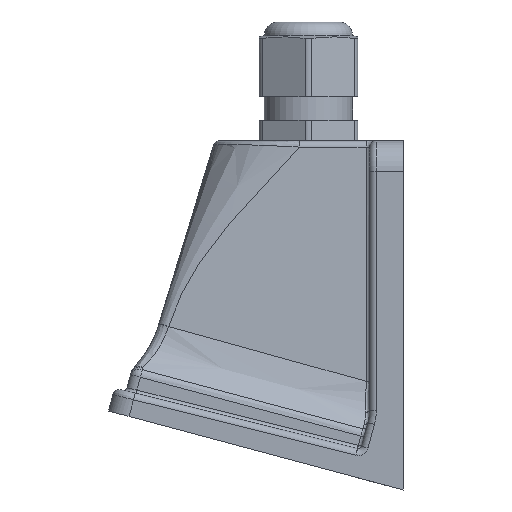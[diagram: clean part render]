
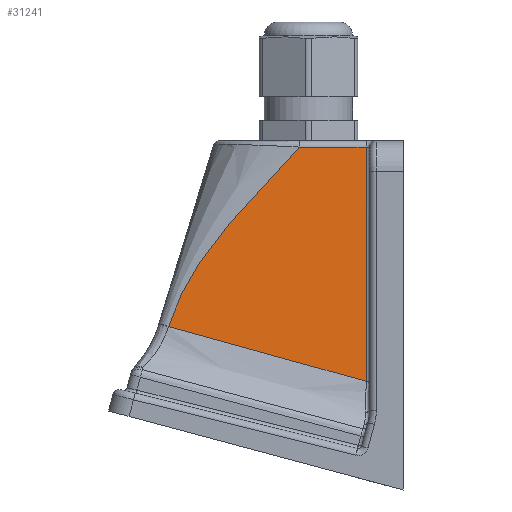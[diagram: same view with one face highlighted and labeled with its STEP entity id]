
A CAD part, left-side view. The second image highlights one B-rep face of the part: STEP entity #31241.
In plain terms, the highlighted planar face has unit normal (-0.998, 0.001, 0.056).
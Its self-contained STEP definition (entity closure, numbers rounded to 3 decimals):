
#22 = B_SPLINE_CURVE_WITH_KNOTS ( 'NONE', 3,
 ( #20770, #3207, #23694, #6144 ),
 .UNSPECIFIED., .F., .F.,
 ( 4, 4 ),
 ( 0.003, 0.063 ),
 .UNSPECIFIED. ) ;
#1361 = LINE ( 'NONE', #7500, #16025 ) ;
#1594 = CARTESIAN_POINT ( 'NONE',  ( -28.159, 69.226, 48.273 ) ) ;
#1690 = EDGE_LOOP ( 'NONE', ( #20189, #23612, #6270, #18016, #26142 ) ) ;
#2294 = CARTESIAN_POINT ( 'NONE',  ( -31.265, 10., -5.87 ) ) ;
#2719 = VECTOR ( 'NONE', #7954, 1000. ) ;
#3186 = CARTESIAN_POINT ( 'NONE',  ( -25.315, 32.114, 99.641 ) ) ;
#3207 = CARTESIAN_POINT ( 'NONE',  ( -28.486, 49.828, 42.828 ) ) ;
#4251 = CARTESIAN_POINT ( 'NONE',  ( -29.135, 10.999, 32.046 ) ) ;
#4268 = VERTEX_POINT ( 'NONE', #1594 ) ;
#5228 = DIRECTION ( 'NONE',  ( 0.056, 0., 0.998 ) ) ;
#6144 = CARTESIAN_POINT ( 'NONE',  ( -29.135, 10.999, 32.046 ) ) ;
#6270 = ORIENTED_EDGE ( 'NONE', *, *, #12491, .T. ) ;
#7208 =( BOUNDED_CURVE ( )  B_SPLINE_CURVE ( 3, ( #10404, #33694, #36639, #19233 ),
 .UNSPECIFIED., .F., .T. ) 
 B_SPLINE_CURVE_WITH_KNOTS ( ( 4, 4 ),
 ( 5.029, 5.031 ),
 .UNSPECIFIED. ) 
 CURVE ( )  GEOMETRIC_REPRESENTATION_ITEM ( )  RATIONAL_B_SPLINE_CURVE ( ( 1., 1., 1., 1. ) ) 
 REPRESENTATION_ITEM ( '' )  );
#7500 = CARTESIAN_POINT ( 'NONE',  ( -25.257, 9.993, 101.112 ) ) ;
#7954 = DIRECTION ( 'NONE',  ( 0.056, 0., 0.998 ) ) ;
#8672 = LINE ( 'NONE', #22569, #2719 ) ;
#9094 = CARTESIAN_POINT ( 'NONE',  ( -25.396, 33.507, 98.17 ) ) ;
#10362 = EDGE_CURVE ( 'NONE', #4268, #14400, #7208, .T. ) ;
#10404 = CARTESIAN_POINT ( 'NONE',  ( -28.159, 69.226, 48.273 ) ) ;
#10482 = DIRECTION ( 'NONE',  ( 0.001, 1., 0. ) ) ;
#12052 = CARTESIAN_POINT ( 'NONE',  ( -26.317, 49.317, 81.464 ) ) ;
#12491 = EDGE_CURVE ( 'NONE', #14142, #28410, #1361, .T. ) ;
#12833 = EDGE_CURVE ( 'NONE', #37156, #14142, #8672, .T. ) ;
#12947 = AXIS2_PLACEMENT_3D ( 'NONE', #2294, #22809, #5228 ) ;
#14142 = VERTEX_POINT ( 'NONE', #17069 ) ;
#14400 = VERTEX_POINT ( 'NONE', #15210 ) ;
#14975 = CARTESIAN_POINT ( 'NONE',  ( -28.159, 69.226, 48.273 ) ) ;
#15210 = CARTESIAN_POINT ( 'NONE',  ( -28.162, 69.246, 48.207 ) ) ;
#15602 = FACE_OUTER_BOUND ( 'NONE', #1690, .T. ) ;
#16025 = VECTOR ( 'NONE', #10482, 1000. ) ;
#17069 = CARTESIAN_POINT ( 'NONE',  ( -25.255, 10.999, 101.112 ) ) ;
#17734 = EDGE_CURVE ( 'NONE', #14400, #37156, #22, .T. ) ;
#18016 = ORIENTED_EDGE ( 'NONE', *, *, #36027, .T. ) ;
#19233 = CARTESIAN_POINT ( 'NONE',  ( -28.162, 69.246, 48.207 ) ) ;
#19862 = PLANE ( 'NONE',  #12947 ) ;
#20189 = ORIENTED_EDGE ( 'NONE', *, *, #17734, .T. ) ;
#20770 = CARTESIAN_POINT ( 'NONE',  ( -28.162, 69.246, 48.207 ) ) ;
#22569 = CARTESIAN_POINT ( 'NONE',  ( -31.264, 10.999, -5.87 ) ) ;
#22809 = DIRECTION ( 'NONE',  ( -0.998, 0.001, 0.056 ) ) ;
#23612 = ORIENTED_EDGE ( 'NONE', *, *, #12833, .T. ) ;
#23694 = CARTESIAN_POINT ( 'NONE',  ( -28.81, 30.412, 37.441 ) ) ;
#26142 = ORIENTED_EDGE ( 'NONE', *, *, #10362, .T. ) ;
#28410 = VERTEX_POINT ( 'NONE', #37569 ) ;
#29487 = CARTESIAN_POINT ( 'NONE',  ( -25.477, 34.899, 96.699 ) ) ;
#31241 = ADVANCED_FACE ( 'NONE', ( #15602 ), #19862, .T. ) ;
#32054 = CARTESIAN_POINT ( 'NONE',  ( -25.234, 30.722, 101.112 ) ) ;
#32413 = CARTESIAN_POINT ( 'NONE',  ( -27.156, 63.736, 66.229 ) ) ;
#33184 = B_SPLINE_CURVE_WITH_KNOTS ( 'NONE', 3,
 ( #32054, #3186, #9094, #29487, #12052, #32413, #14975 ),
 .UNSPECIFIED., .F., .F.,
 ( 4, 3, 4 ),
 ( 0.162, 0.167, 0.224 ),
 .UNSPECIFIED. ) ;
#33694 = CARTESIAN_POINT ( 'NONE',  ( -28.16, 69.232, 48.251 ) ) ;
#36027 = EDGE_CURVE ( 'NONE', #28410, #4268, #33184, .T. ) ;
#36639 = CARTESIAN_POINT ( 'NONE',  ( -28.161, 69.239, 48.229 ) ) ;
#37156 = VERTEX_POINT ( 'NONE', #4251 ) ;
#37569 = CARTESIAN_POINT ( 'NONE',  ( -25.234, 30.722, 101.112 ) ) ;
